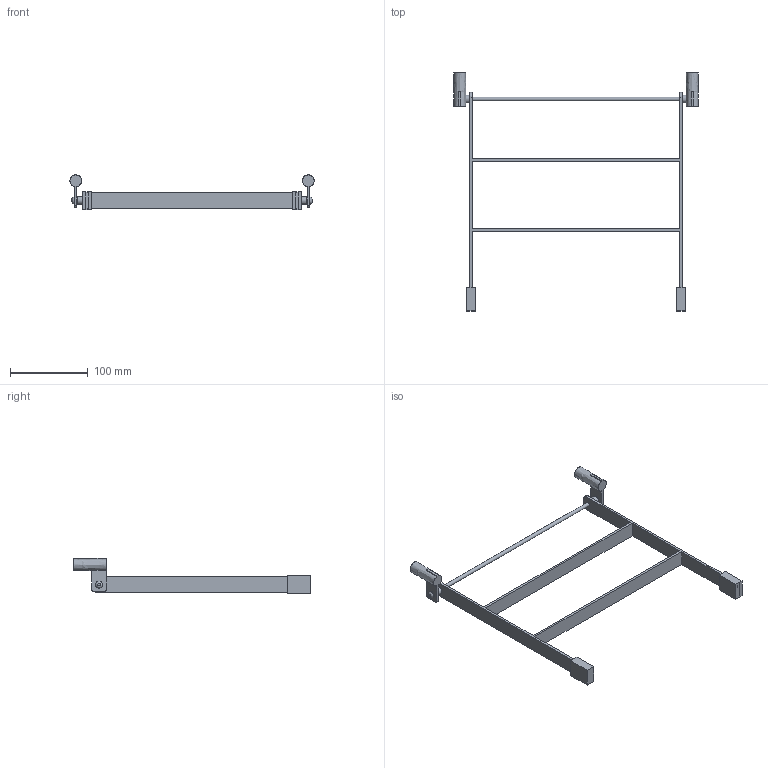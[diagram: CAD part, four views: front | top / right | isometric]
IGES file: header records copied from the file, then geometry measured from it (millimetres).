
Global section: file name: 552201000; native system: Autodesk Inventor 2018; preprocessor: unknown; author: JANAN; date: 20201216.122020; units: millimetre
Bounding box: 314 x 306 x 45.75 mm (x, y, z)
Volume: 105833.3 mm3; surface area: 69136.3 mm2
Topology: 8 solids, 8 shells, 83 faces, 213 edges, 150 vertices
Faces by surface type: bspline 83
